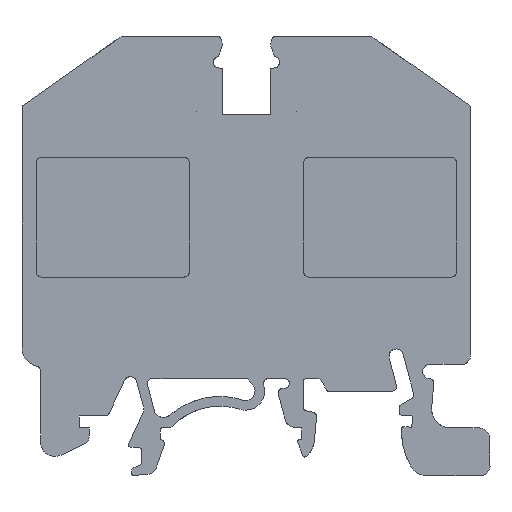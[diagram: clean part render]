
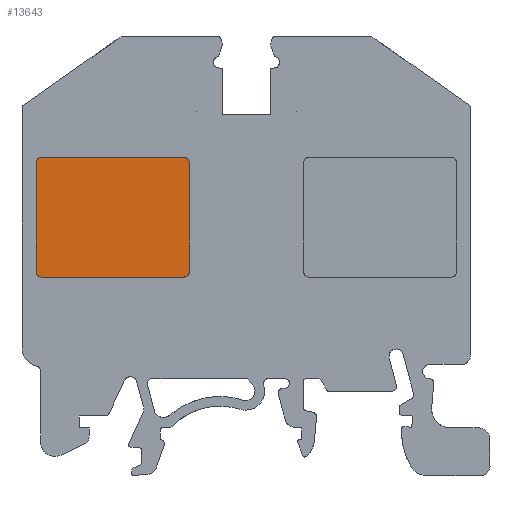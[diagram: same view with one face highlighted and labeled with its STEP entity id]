
A CAD part, left-side view. The second image highlights one B-rep face of the part: STEP entity #13643.
In plain terms, the highlighted planar face has unit normal (-1, 0, 0).
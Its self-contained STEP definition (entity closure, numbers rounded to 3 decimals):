
#7836=AXIS2_PLACEMENT_3D('Circle Axis2P3D',#7834,#7835,$) ;
#7884=AXIS2_PLACEMENT_3D('Circle Axis2P3D',#7882,#7883,$) ;
#7932=AXIS2_PLACEMENT_3D('Circle Axis2P3D',#7930,#7931,$) ;
#7980=AXIS2_PLACEMENT_3D('Circle Axis2P3D',#7978,#7979,$) ;
#13631=AXIS2_PLACEMENT_3D('Plane Axis2P3D',#13628,#13629,#13630) ;
#7831=CARTESIAN_POINT('Vertex',(0.15,32.,33.3)) ;
#7834=CARTESIAN_POINT('Axis2P3D Location',(0.15,32.,32.8)) ;
#7838=CARTESIAN_POINT('Vertex',(0.15,31.5,32.8)) ;
#7858=CARTESIAN_POINT('Line Origine',(0.15,31.5,27.05)) ;
#7862=CARTESIAN_POINT('Vertex',(0.15,31.5,21.3)) ;
#7882=CARTESIAN_POINT('Axis2P3D Location',(0.15,32.,21.3)) ;
#7886=CARTESIAN_POINT('Vertex',(0.15,32.,20.8)) ;
#7906=CARTESIAN_POINT('Line Origine',(0.15,39.5,20.8)) ;
#7910=CARTESIAN_POINT('Vertex',(0.15,47.,20.8)) ;
#7930=CARTESIAN_POINT('Axis2P3D Location',(0.15,47.,21.3)) ;
#7934=CARTESIAN_POINT('Vertex',(0.15,47.5,21.3)) ;
#7954=CARTESIAN_POINT('Line Origine',(0.15,47.5,27.05)) ;
#7958=CARTESIAN_POINT('Vertex',(0.15,47.5,32.8)) ;
#7978=CARTESIAN_POINT('Axis2P3D Location',(0.15,47.,32.8)) ;
#7982=CARTESIAN_POINT('Vertex',(0.15,47.,33.3)) ;
#8002=CARTESIAN_POINT('Line Origine',(0.15,39.5,33.3)) ;
#13628=CARTESIAN_POINT('Axis2P3D Location',(0.15,32.,21.3)) ;
#7835=DIRECTION('Axis2P3D Direction',(-1.,0.,0.)) ;
#7859=DIRECTION('Vector Direction',(0.,0.,-1.)) ;
#7883=DIRECTION('Axis2P3D Direction',(-1.,0.,0.)) ;
#7907=DIRECTION('Vector Direction',(0.,-1.,0.)) ;
#7931=DIRECTION('Axis2P3D Direction',(-1.,0.,0.)) ;
#7955=DIRECTION('Vector Direction',(0.,0.,-1.)) ;
#7979=DIRECTION('Axis2P3D Direction',(-1.,0.,0.)) ;
#8003=DIRECTION('Vector Direction',(0.,1.,0.)) ;
#13629=DIRECTION('Axis2P3D Direction',(1.,0.,0.)) ;
#13630=DIRECTION('Axis2P3D XDirection',(0.,0.,-1.)) ;
#7860=VECTOR('Line Direction',#7859,1.) ;
#7908=VECTOR('Line Direction',#7907,1.) ;
#7956=VECTOR('Line Direction',#7955,1.) ;
#8004=VECTOR('Line Direction',#8003,1.) ;
#13634=ORIENTED_EDGE('',*,*,#7960,.T.) ;
#13635=ORIENTED_EDGE('',*,*,#7936,.T.) ;
#13636=ORIENTED_EDGE('',*,*,#7912,.T.) ;
#13637=ORIENTED_EDGE('',*,*,#7888,.T.) ;
#13638=ORIENTED_EDGE('',*,*,#7864,.T.) ;
#13639=ORIENTED_EDGE('',*,*,#7840,.T.) ;
#13640=ORIENTED_EDGE('',*,*,#8006,.T.) ;
#13641=ORIENTED_EDGE('',*,*,#7984,.T.) ;
#13643=ADVANCED_FACE('BREP_WITH_VOIDS #1521',(#13642),#13632,.F.) ;
#7837=CIRCLE('generated circle',#7836,0.5) ;
#7885=CIRCLE('generated circle',#7884,0.5) ;
#7933=CIRCLE('generated circle',#7932,0.5) ;
#7981=CIRCLE('generated circle',#7980,0.5) ;
#7840=EDGE_CURVE('',#7839,#7832,#7837,.T.) ;
#7864=EDGE_CURVE('',#7863,#7839,#7861,.F.) ;
#7888=EDGE_CURVE('',#7887,#7863,#7885,.T.) ;
#7912=EDGE_CURVE('',#7911,#7887,#7909,.T.) ;
#7936=EDGE_CURVE('',#7935,#7911,#7933,.T.) ;
#7960=EDGE_CURVE('',#7959,#7935,#7957,.T.) ;
#7984=EDGE_CURVE('',#7983,#7959,#7981,.T.) ;
#8006=EDGE_CURVE('',#7832,#7983,#8005,.T.) ;
#13633=EDGE_LOOP('',(#13634,#13635,#13636,#13637,#13638,#13639,#13640,#13641)) ;
#13642=FACE_OUTER_BOUND('',#13633,.T.) ;
#7861=LINE('Line',#7858,#7860) ;
#7909=LINE('Line',#7906,#7908) ;
#7957=LINE('Line',#7954,#7956) ;
#8005=LINE('Line',#8002,#8004) ;
#13632=PLANE('',#13631) ;
#7832=VERTEX_POINT('',#7831) ;
#7839=VERTEX_POINT('',#7838) ;
#7863=VERTEX_POINT('',#7862) ;
#7887=VERTEX_POINT('',#7886) ;
#7911=VERTEX_POINT('',#7910) ;
#7935=VERTEX_POINT('',#7934) ;
#7959=VERTEX_POINT('',#7958) ;
#7983=VERTEX_POINT('',#7982) ;
